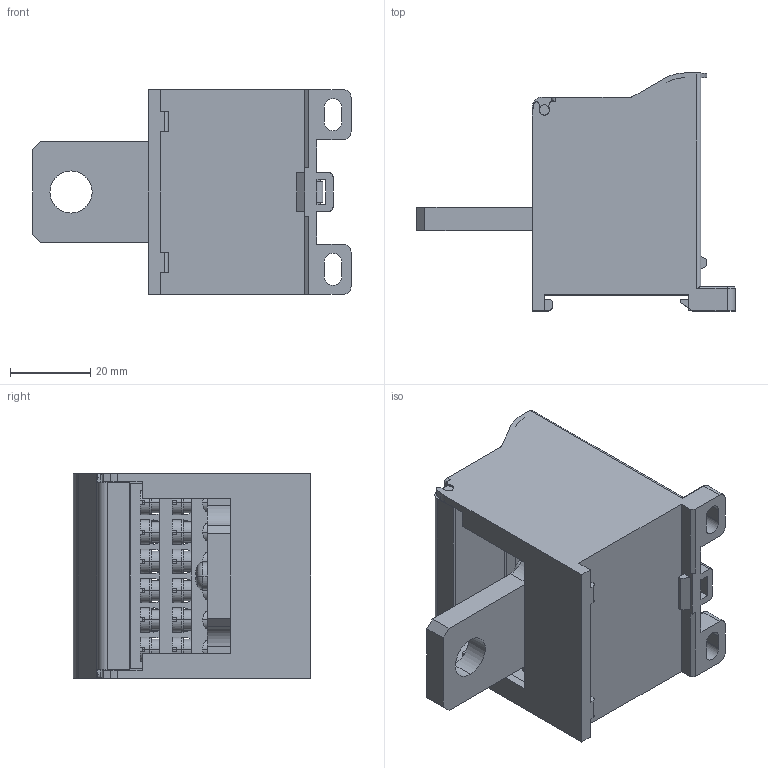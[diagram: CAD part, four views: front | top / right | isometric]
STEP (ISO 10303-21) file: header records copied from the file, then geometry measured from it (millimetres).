
FILE_DESCRIPTION((''),'2;1');
FILE_NAME('5YB576364_ASM','2023-12-02T',('dell'),(''),'PRO/ENGINEER BY PARAMETRIC TECHNOLOGY CORPORATION, 2013230','PRO/ENGINEER BY PARAMETRIC TECHNOLOGY CORPORATION, 2013230','');
FILE_SCHEMA(('AUTOMOTIVE_DESIGN { 1 0 10303 214 1 1 1 1 }'));
Length unit declared in the file: millimetre
Products named in the file (1): 5YB576364_ASM
Bounding box: 79.2 x 59.2 x 51 mm (x, y, z)
Volume: 70659.1 mm3; surface area: 38189.7 mm2
Topology: 1 solids, 4 shells, 1019 faces, 2880 edges, 1821 vertices
Faces by surface type: plane 441, cylinder 358, cone 132, torus 48, sphere 38, bspline 2
Entity records: 41041 total; most frequent: CARTESIAN_POINT 8469, ORIENTED_EDGE 5664, DIRECTION 5601, EDGE_CURVE 2832, AXIS2_PLACEMENT_3D 2053, VERTEX_POINT 1821, VECTOR 1495, LINE 1495
